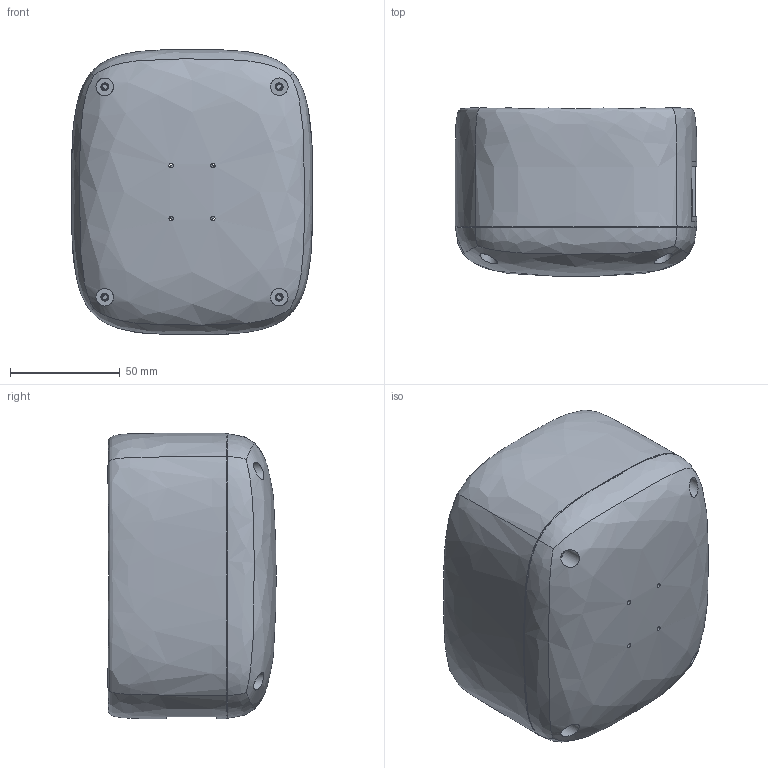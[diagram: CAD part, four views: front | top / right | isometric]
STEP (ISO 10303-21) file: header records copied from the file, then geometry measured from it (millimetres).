
FILE_DESCRIPTION(/* description */ (''),/* implementation_level */ '2;1');
FILE_NAME(/* name */ 'box v19.step',/* time_stamp */ '2020-08-19T13:38:45+02:00',/* author */ (''),/* organization */ (''),/* preprocessor_version */ 'ST-DEVELOPER v18.1',/* originating_system */ 'Autodesk Translation Framework v9.3.0.1241',/* authorisation */ '');
FILE_SCHEMA (('AUTOMOTIVE_DESIGN { 1 0 10303 214 3 1 1 }'));
Length unit declared in the file: millimetre
Products named in the file (4): box; Component1; Component2; Component3
Assembly tree (3 placements, depth 3):
  box
    Component1
    Component2
      Component3
Bounding box: 110 x 76.52 x 130 mm (x, y, z)
Volume: 65794.7 mm3; surface area: 127493 mm2
Topology: 5 solids, 6 shells, 415 faces, 1155 edges, 780 vertices
Faces by surface type: cylinder 195, plane 113, bspline 103, cone 4
Full cylindrical faces by diameter (mm): 1.5 x8, 1.7 x16, 2 x4, 2.5 x4, 2.529 x24, 3.086 x8, 3.5 x4, 7 x13, 8 x4, 12 x4, 13.25 x12
Entity records: 33962 total; most frequent: CARTESIAN_POINT 24295, ORIENTED_EDGE 2308, DIRECTION 1395, EDGE_CURVE 1154, VERTEX_POINT 781, B_SPLINE_CURVE_WITH_KNOTS 559, EDGE_LOOP 545, AXIS2_PLACEMENT_3D 505
